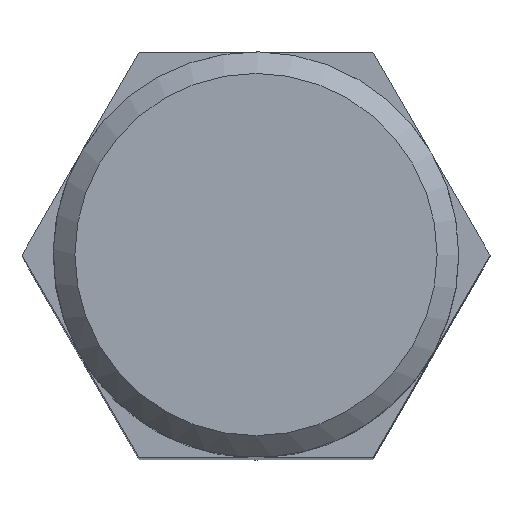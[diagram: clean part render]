
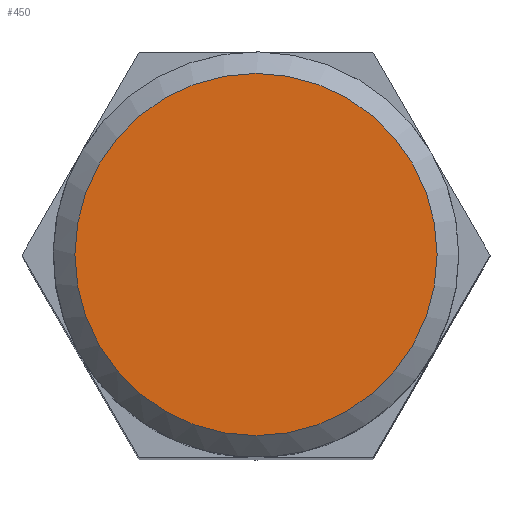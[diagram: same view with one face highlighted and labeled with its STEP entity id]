
A CAD part, top view. The second image highlights one B-rep face of the part: STEP entity #450.
In plain terms, the highlighted planar face has unit normal (0, 0, 1).
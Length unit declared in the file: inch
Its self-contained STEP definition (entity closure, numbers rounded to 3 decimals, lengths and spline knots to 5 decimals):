
#33=PLANE('',#516);
#135=FACE_OUTER_BOUND('',#163,.T.);
#163=EDGE_LOOP('',(#399));
#164=CIRCLE('',#472,0.16735);
#186=VERTEX_POINT('',#649);
#226=EDGE_CURVE('',#186,#186,#164,.T.);
#399=ORIENTED_EDGE('',*,*,#226,.T.);
#450=ADVANCED_FACE('',(#135),#33,.T.);
#472=AXIS2_PLACEMENT_3D('',#650,#521,#522);
#516=AXIS2_PLACEMENT_3D('',#769,#645,#646);
#521=DIRECTION('center_axis',(0.,0.,1.));
#522=DIRECTION('ref_axis',(1.,0.,0.));
#645=DIRECTION('center_axis',(0.,0.,1.));
#646=DIRECTION('ref_axis',(1.,0.,0.));
#649=CARTESIAN_POINT('',(0.16735,0.,1.489));
#650=CARTESIAN_POINT('Origin',(0.,0.,1.489));
#769=CARTESIAN_POINT('Origin',(0.,0.,1.489));
